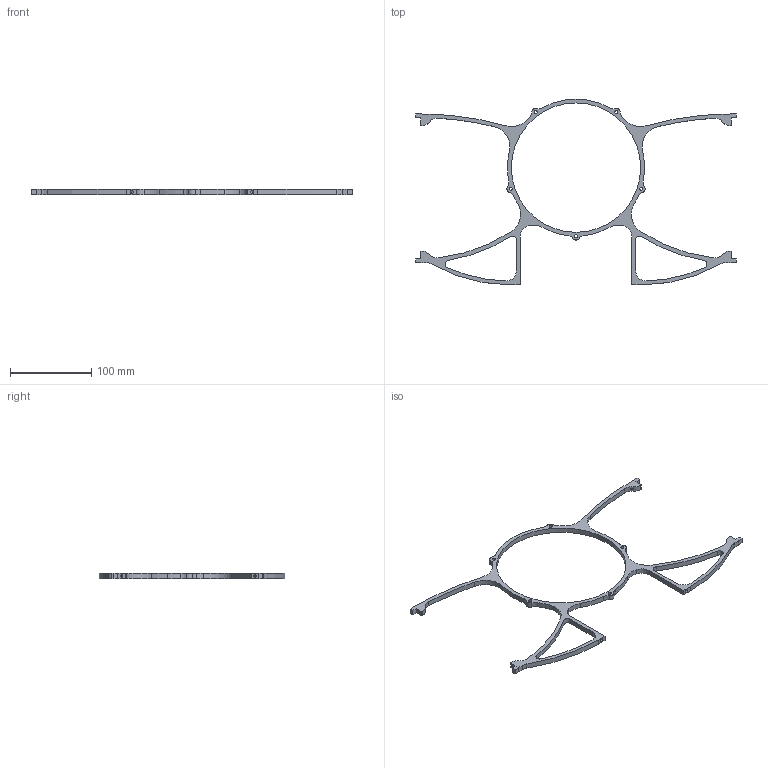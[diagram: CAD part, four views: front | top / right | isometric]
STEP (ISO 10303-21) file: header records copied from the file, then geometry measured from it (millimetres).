
FILE_DESCRIPTION (( 'STEP AP203' ), '1' );
FILE_NAME ('C. Electronics Tube Rest.STEP', '2016-03-24T05:39:14', ( '' ), ( '' ), 'SwSTEP 2.0', 'SolidWorks 2015', '' );
FILE_SCHEMA (( 'CONFIG_CONTROL_DESIGN' ));
Length unit declared in the file: inch
Products named in the file (1): C. Electronics Tube Rest
Bounding box: 393.7 x 228.15 x 6.35 mm (x, y, z)
Volume: 52813.5 mm3; surface area: 35088.6 mm2
Topology: 1 solids, 1 shells, 125 faces, 377 edges, 248 vertices
Faces by surface type: cylinder 93, plane 28, cone 4
Entity records: 4564 total; most frequent: CARTESIAN_POINT 927, DIRECTION 787, ORIENTED_EDGE 746, EDGE_CURVE 373, AXIS2_PLACEMENT_3D 304, VERTEX_POINT 248, LINE 179, VECTOR 179
